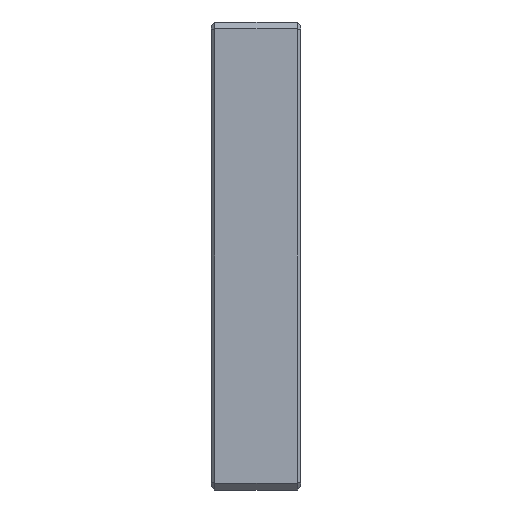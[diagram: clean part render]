
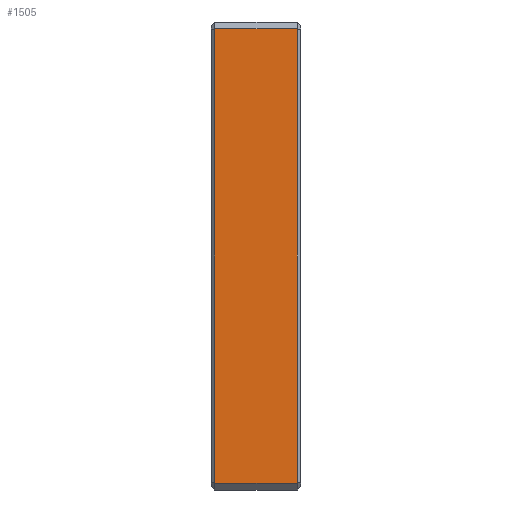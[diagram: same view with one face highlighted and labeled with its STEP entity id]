
A CAD part, left-side view. The second image highlights one B-rep face of the part: STEP entity #1505.
In plain terms, the highlighted planar face has unit normal (-1, 0, 0).
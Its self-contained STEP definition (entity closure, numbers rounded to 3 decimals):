
#61 = CARTESIAN_POINT ( 'NONE',  ( -32., 0.25, 16.5 ) ) ;
#126 = VERTEX_POINT ( 'NONE', #61 ) ;
#279 = DIRECTION ( 'NONE',  ( 0., 0., -1. ) ) ;
#285 = PLANE ( 'NONE',  #662 ) ;
#286 = CARTESIAN_POINT ( 'NONE',  ( -32., 6.5, -16.5 ) ) ;
#299 = EDGE_LOOP ( 'NONE', ( #469, #1135, #1105, #883 ) ) ;
#305 = DIRECTION ( 'NONE',  ( 0., 0., 1. ) ) ;
#409 = CARTESIAN_POINT ( 'NONE',  ( -32., 6.5, 16.5 ) ) ;
#415 = LINE ( 'NONE', #286, #1042 ) ;
#469 = ORIENTED_EDGE ( 'NONE', *, *, #903, .T. ) ;
#647 = CARTESIAN_POINT ( 'NONE',  ( -32., 6.25, 16.5 ) ) ;
#662 = AXIS2_PLACEMENT_3D ( 'NONE', #1147, #1406, #279 ) ;
#693 = VECTOR ( 'NONE', #1258, 1000. ) ;
#755 = LINE ( 'NONE', #1264, #693 ) ;
#783 = VERTEX_POINT ( 'NONE', #647 ) ;
#787 = DIRECTION ( 'NONE',  ( 0., 1., 0. ) ) ;
#810 = VERTEX_POINT ( 'NONE', #1116 ) ;
#883 = ORIENTED_EDGE ( 'NONE', *, *, #1339, .T. ) ;
#900 = DIRECTION ( 'NONE',  ( 0., -1., 0. ) ) ;
#903 = EDGE_CURVE ( 'NONE', #810, #922, #415, .T. ) ;
#922 = VERTEX_POINT ( 'NONE', #1533 ) ;
#938 = EDGE_CURVE ( 'NONE', #126, #783, #1060, .T. ) ;
#949 = EDGE_CURVE ( 'NONE', #922, #126, #1560, .T. ) ;
#989 = VECTOR ( 'NONE', #787, 1000. ) ;
#1042 = VECTOR ( 'NONE', #900, 1000. ) ;
#1051 = FACE_OUTER_BOUND ( 'NONE', #299, .T. ) ;
#1060 = LINE ( 'NONE', #409, #989 ) ;
#1105 = ORIENTED_EDGE ( 'NONE', *, *, #938, .T. ) ;
#1116 = CARTESIAN_POINT ( 'NONE',  ( -32., 6.25, -16.5 ) ) ;
#1135 = ORIENTED_EDGE ( 'NONE', *, *, #949, .T. ) ;
#1147 = CARTESIAN_POINT ( 'NONE',  ( -32., 6.5, -17. ) ) ;
#1222 = VECTOR ( 'NONE', #305, 1000. ) ;
#1258 = DIRECTION ( 'NONE',  ( 0., 0., -1. ) ) ;
#1264 = CARTESIAN_POINT ( 'NONE',  ( -32., 6.25, -16.5 ) ) ;
#1292 = CARTESIAN_POINT ( 'NONE',  ( -32., 0.25, -17. ) ) ;
#1339 = EDGE_CURVE ( 'NONE', #783, #810, #755, .T. ) ;
#1406 = DIRECTION ( 'NONE',  ( 1., 0., 0. ) ) ;
#1505 = ADVANCED_FACE ( 'NONE', ( #1051 ), #285, .F. ) ;
#1533 = CARTESIAN_POINT ( 'NONE',  ( -32., 0.25, -16.5 ) ) ;
#1560 = LINE ( 'NONE', #1292, #1222 ) ;
